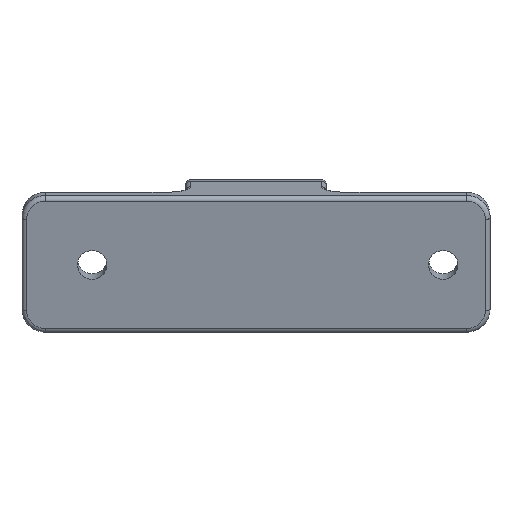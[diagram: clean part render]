
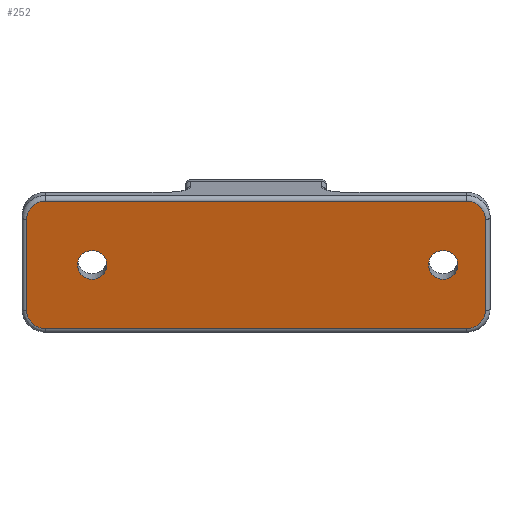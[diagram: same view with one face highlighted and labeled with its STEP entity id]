
A CAD part, left-side view. The second image highlights one B-rep face of the part: STEP entity #252.
In plain terms, the highlighted planar face has unit normal (-0.973, 0, -0.23).
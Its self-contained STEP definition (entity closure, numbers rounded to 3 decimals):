
#252=ADVANCED_FACE('\X2\96F64EF651E04F554F53\X0\',(#782,#783,#784),#372,
 .T.);
#372=PLANE('',#2036);
#440=LINE('',#3139,#553);
#441=LINE('',#3144,#554);
#442=LINE('',#3148,#555);
#443=LINE('',#3152,#556);
#553=VECTOR('',#2382,1.);
#554=VECTOR('',#2385,1.);
#555=VECTOR('',#2388,1.);
#556=VECTOR('',#2391,1.);
#643=CIRCLE('',#2015,3.15);
#645=CIRCLE('',#2018,3.15);
#647=CIRCLE('',#2021,3.15);
#648=CIRCLE('',#2023,3.15);
#654=CIRCLE('',#2032,4.);
#655=CIRCLE('',#2033,4.);
#656=CIRCLE('',#2034,4.);
#657=CIRCLE('',#2035,4.);
#782=FACE_BOUND('',#819,.T.);
#783=FACE_BOUND('',#820,.T.);
#784=FACE_BOUND('',#821,.T.);
#819=EDGE_LOOP('',(#1031,#1032,#1033,#1034,#1035,#1036,#1037,#1038));
#820=EDGE_LOOP('',(#1039,#1040));
#821=EDGE_LOOP('',(#1041,#1042));
#1031=ORIENTED_EDGE('',*,*,#1759,.T.);
#1032=ORIENTED_EDGE('',*,*,#1760,.T.);
#1033=ORIENTED_EDGE('',*,*,#1761,.T.);
#1034=ORIENTED_EDGE('',*,*,#1762,.T.);
#1035=ORIENTED_EDGE('',*,*,#1763,.T.);
#1036=ORIENTED_EDGE('',*,*,#1764,.T.);
#1037=ORIENTED_EDGE('',*,*,#1765,.T.);
#1038=ORIENTED_EDGE('',*,*,#1766,.T.);
#1039=ORIENTED_EDGE('',*,*,#1740,.F.);
#1040=ORIENTED_EDGE('',*,*,#1742,.F.);
#1041=ORIENTED_EDGE('',*,*,#1734,.F.);
#1042=ORIENTED_EDGE('',*,*,#1737,.F.);
#1564=VERTEX_POINT('',#3087);
#1565=VERTEX_POINT('',#3089);
#1567=VERTEX_POINT('',#3098);
#1568=VERTEX_POINT('',#3100);
#1585=VERTEX_POINT('',#3140);
#1586=VERTEX_POINT('',#3141);
#1587=VERTEX_POINT('',#3143);
#1588=VERTEX_POINT('',#3145);
#1589=VERTEX_POINT('',#3147);
#1590=VERTEX_POINT('',#3149);
#1591=VERTEX_POINT('',#3151);
#1592=VERTEX_POINT('',#3153);
#1734=EDGE_CURVE('GENERATED CIRCLE',#1564,#1565,#643,.T.);
#1737=EDGE_CURVE('GENERATED CIRCLE',#1565,#1564,#645,.T.);
#1740=EDGE_CURVE('GENERATED CIRCLE',#1567,#1568,#647,.T.);
#1742=EDGE_CURVE('GENERATED CIRCLE',#1568,#1567,#648,.T.);
#1759=EDGE_CURVE('',#1585,#1586,#440,.T.);
#1760=EDGE_CURVE('',#1586,#1587,#654,.T.);
#1761=EDGE_CURVE('',#1587,#1588,#441,.T.);
#1762=EDGE_CURVE('',#1588,#1589,#655,.T.);
#1763=EDGE_CURVE('',#1589,#1590,#442,.T.);
#1764=EDGE_CURVE('',#1590,#1591,#656,.T.);
#1765=EDGE_CURVE('',#1591,#1592,#443,.T.);
#1766=EDGE_CURVE('',#1592,#1585,#657,.T.);
#2015=AXIS2_PLACEMENT_3D('',#3088,#2334,#2335);
#2018=AXIS2_PLACEMENT_3D('',#3094,#2341,#2342);
#2021=AXIS2_PLACEMENT_3D('',#3099,#2348,#2349);
#2023=AXIS2_PLACEMENT_3D('',#3103,#2353,#2354);
#2032=AXIS2_PLACEMENT_3D('',#3142,#2383,#2384);
#2033=AXIS2_PLACEMENT_3D('',#3146,#2386,#2387);
#2034=AXIS2_PLACEMENT_3D('',#3150,#2389,#2390);
#2035=AXIS2_PLACEMENT_3D('',#3154,#2392,#2393);
#2036=AXIS2_PLACEMENT_3D('',#3155,#2394,#2395);
#2334=DIRECTION('',(-0.973,0.,-0.23));
#2335=DIRECTION('',(0.23,0.,-0.973));
#2341=DIRECTION('',(-0.973,0.,-0.23));
#2342=DIRECTION('',(0.23,0.,-0.973));
#2348=DIRECTION('',(-0.973,0.,-0.23));
#2349=DIRECTION('',(0.23,0.,-0.973));
#2353=DIRECTION('',(-0.973,0.,-0.23));
#2354=DIRECTION('',(0.23,0.,-0.973));
#2382=DIRECTION('',(0.23,0.,-0.973));
#2383=DIRECTION('',(-0.973,0.,-0.23));
#2384=DIRECTION('',(-0.23,0.,0.973));
#2385=DIRECTION('',(0.,-1.,0.));
#2386=DIRECTION('',(-0.973,0.,-0.23));
#2387=DIRECTION('',(-0.23,0.,0.973));
#2388=DIRECTION('',(-0.23,0.,0.973));
#2389=DIRECTION('',(-0.973,0.,-0.23));
#2390=DIRECTION('',(-0.23,0.,0.973));
#2391=DIRECTION('',(0.,1.,0.));
#2392=DIRECTION('',(-0.973,0.,-0.23));
#2393=DIRECTION('',(-0.23,0.,0.973));
#2394=DIRECTION('',(-0.973,0.,-0.23));
#2395=DIRECTION('',(0.,1.,0.));
#3087=CARTESIAN_POINT('',(15.754,-43.15,227.531));
#3088=CARTESIAN_POINT('',(15.754,-40.,227.531));
#3089=CARTESIAN_POINT('',(15.754,-36.85,227.531));
#3094=CARTESIAN_POINT('',(15.754,-40.,227.531));
#3098=CARTESIAN_POINT('',(15.754,31.85,227.531));
#3099=CARTESIAN_POINT('',(15.754,35.,227.531));
#3100=CARTESIAN_POINT('',(15.754,38.15,227.531));
#3103=CARTESIAN_POINT('',(15.754,35.,227.531));
#3139=CARTESIAN_POINT('',(65.289,49.,18.315));
#3140=CARTESIAN_POINT('',(13.45,49.,237.262));
#3141=CARTESIAN_POINT('',(18.058,49.,217.8));
#3142=CARTESIAN_POINT('',(18.058,45.,217.8));
#3143=CARTESIAN_POINT('',(18.98,45.,213.908));
#3144=CARTESIAN_POINT('',(18.98,0.,213.908));
#3145=CARTESIAN_POINT('',(18.98,-45.,213.908));
#3146=CARTESIAN_POINT('',(18.058,-45.,217.8));
#3147=CARTESIAN_POINT('',(18.058,-49.,217.8));
#3148=CARTESIAN_POINT('',(65.289,-49.,18.315));
#3149=CARTESIAN_POINT('',(13.45,-49.,237.262));
#3150=CARTESIAN_POINT('',(13.45,-45.,237.262));
#3151=CARTESIAN_POINT('',(12.529,-45.,241.155));
#3152=CARTESIAN_POINT('',(12.529,0.,241.155));
#3153=CARTESIAN_POINT('',(12.529,45.,241.155));
#3154=CARTESIAN_POINT('',(13.45,45.,237.262));
#3155=CARTESIAN_POINT('',(65.289,0.,18.315));
